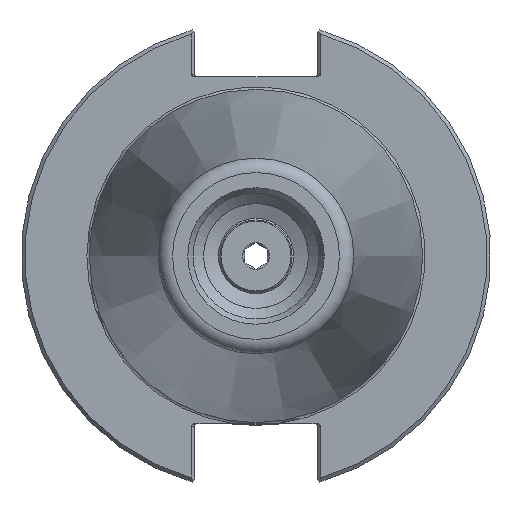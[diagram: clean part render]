
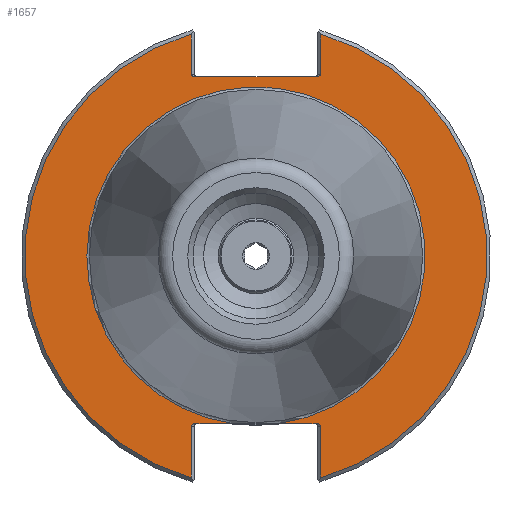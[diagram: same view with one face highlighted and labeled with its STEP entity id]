
A CAD part, left-side view. The second image highlights one B-rep face of the part: STEP entity #1657.
In plain terms, the highlighted planar face has unit normal (-1, 0, 0).
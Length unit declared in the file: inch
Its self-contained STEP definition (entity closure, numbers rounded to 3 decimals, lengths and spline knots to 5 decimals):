
#562=CARTESIAN_POINT('',(0.125,0.50422,1.478));
#563=VERTEX_POINT('',#562);
#570=CARTESIAN_POINT('',(0.125,-0.50422,1.478));
#571=VERTEX_POINT('',#570);
#572=CARTESIAN_POINT('',(0.125,-0.50422,1.478));
#573=DIRECTION('',(0.0,1.0,0.0));
#574=VECTOR('',#573,1.00843);
#575=LINE('',#572,#574);
#576=EDGE_CURVE('',#571,#563,#575,.T.);
#629=CARTESIAN_POINT('',(0.125,-0.5325,1.498));
#630=VERTEX_POINT('',#629);
#631=CARTESIAN_POINT('',(0.125,-0.50422,1.498));
#632=DIRECTION('',(-1.0,0.0,0.0));
#633=DIRECTION('',(0.0,-1.0,0.0));
#634=AXIS2_PLACEMENT_3D('',#631,#632,#633);
#635=ELLIPSE('',#634,0.02828,0.02);
#636=EDGE_CURVE('',#571,#630,#635,.T.);
#762=CARTESIAN_POINT('',(0.125,-0.5325,1.83167));
#763=VERTEX_POINT('',#762);
#764=CARTESIAN_POINT('',(0.125,-0.5325,1.498));
#765=DIRECTION('',(0.0,0.0,1.0));
#766=VECTOR('',#765,0.33367);
#767=LINE('',#764,#766);
#768=EDGE_CURVE('',#630,#763,#767,.T.);
#793=CARTESIAN_POINT('',(0.125,-0.5325,-1.403));
#794=VERTEX_POINT('',#793);
#795=CARTESIAN_POINT('',(0.125,-0.50422,-1.383));
#796=VERTEX_POINT('',#795);
#797=CARTESIAN_POINT('',(0.125,-0.50422,-1.403));
#798=DIRECTION('',(-1.0,0.0,0.0));
#799=DIRECTION('',(0.0,-1.0,0.0));
#800=AXIS2_PLACEMENT_3D('',#797,#798,#799);
#801=ELLIPSE('',#800,0.02828,0.02);
#802=EDGE_CURVE('',#794,#796,#801,.T.);
#884=CARTESIAN_POINT('',(0.125,-0.5325,-1.83167));
#885=VERTEX_POINT('',#884);
#892=CARTESIAN_POINT('',(0.125,-0.5325,-1.83167));
#893=DIRECTION('',(0.0,0.0,1.0));
#894=VECTOR('',#893,0.42867);
#895=LINE('',#892,#894);
#896=EDGE_CURVE('',#885,#794,#895,.T.);
#1049=CARTESIAN_POINT('',(0.125,0.50422,-1.383));
#1050=VERTEX_POINT('',#1049);
#1057=CARTESIAN_POINT('',(0.125,0.5325,-1.403));
#1058=VERTEX_POINT('',#1057);
#1059=CARTESIAN_POINT('',(0.125,0.50422,-1.403));
#1060=DIRECTION('',(-1.0,0.0,0.0));
#1061=DIRECTION('',(0.0,1.0,0.0));
#1062=AXIS2_PLACEMENT_3D('',#1059,#1060,#1061);
#1063=ELLIPSE('',#1062,0.02828,0.02);
#1064=EDGE_CURVE('',#1050,#1058,#1063,.T.);
#1190=CARTESIAN_POINT('',(0.125,0.5325,-1.83167));
#1191=VERTEX_POINT('',#1190);
#1192=CARTESIAN_POINT('',(0.125,0.5325,-1.403));
#1193=DIRECTION('',(0.0,0.0,-1.0));
#1194=VECTOR('',#1193,0.42867);
#1195=LINE('',#1192,#1194);
#1196=EDGE_CURVE('',#1058,#1191,#1195,.T.);
#1223=CARTESIAN_POINT('',(0.125,0.5325,1.498));
#1224=VERTEX_POINT('',#1223);
#1231=CARTESIAN_POINT('',(0.125,0.50422,1.498));
#1232=DIRECTION('',(-1.0,0.0,0.0));
#1233=DIRECTION('',(0.0,1.0,0.0));
#1234=AXIS2_PLACEMENT_3D('',#1231,#1232,#1233);
#1235=ELLIPSE('',#1234,0.02828,0.02);
#1236=EDGE_CURVE('',#1224,#563,#1235,.T.);
#1296=CARTESIAN_POINT('',(0.125,0.5325,1.83167));
#1297=VERTEX_POINT('',#1296);
#1304=CARTESIAN_POINT('',(0.125,0.5325,1.83167));
#1305=DIRECTION('',(0.0,0.0,-1.0));
#1306=VECTOR('',#1305,0.33367);
#1307=LINE('',#1304,#1306);
#1308=EDGE_CURVE('',#1297,#1224,#1307,.T.);
#1585=CARTESIAN_POINT('',(0.125,0.0,0.0));
#1586=DIRECTION('',(1.0,0.0,0.0));
#1587=DIRECTION('',(0.0,1.0,0.0));
#1588=AXIS2_PLACEMENT_3D('',#1585,#1586,#1587);
#1589=CIRCLE('',#1588,1.9075);
#1590=EDGE_CURVE('',#1191,#1297,#1589,.T.);
#1610=CARTESIAN_POINT('',(0.125,1.65625,0.0));
#1611=DIRECTION('',(-1.0,0.0,0.0));
#1612=DIRECTION('',(0.0,0.0,1.0));
#1613=AXIS2_PLACEMENT_3D('',#1610,#1611,#1612);
#1614=PLANE('',#1613);
#1615=CARTESIAN_POINT('',(0.125,0.18258,-1.383));
#1616=VERTEX_POINT('',#1615);
#1617=CARTESIAN_POINT('',(0.125,0.50422,-1.383));
#1618=DIRECTION('',(0.0,-1.0,0.0));
#1619=VECTOR('',#1618,0.32163);
#1620=LINE('',#1617,#1619);
#1621=EDGE_CURVE('',#1050,#1616,#1620,.T.);
#1622=ORIENTED_EDGE('',*,*,#1621,.T.);
#1623=CARTESIAN_POINT('',(0.125,-0.18258,-1.383));
#1624=VERTEX_POINT('',#1623);
#1625=CARTESIAN_POINT('',(0.125,0.0,0.0));
#1626=DIRECTION('',(-1.0,0.0,0.0));
#1627=DIRECTION('',(0.0,-1.0,0.0));
#1628=AXIS2_PLACEMENT_3D('',#1625,#1626,#1627);
#1629=CIRCLE('',#1628,1.395);
#1630=EDGE_CURVE('',#1624,#1616,#1629,.T.);
#1631=ORIENTED_EDGE('',*,*,#1630,.F.);
#1632=CARTESIAN_POINT('',(0.125,-0.18258,-1.383));
#1633=DIRECTION('',(0.0,-1.0,0.0));
#1634=VECTOR('',#1633,0.32163);
#1635=LINE('',#1632,#1634);
#1636=EDGE_CURVE('',#1624,#796,#1635,.T.);
#1637=ORIENTED_EDGE('',*,*,#1636,.T.);
#1638=ORIENTED_EDGE('',*,*,#802,.F.);
#1639=ORIENTED_EDGE('',*,*,#896,.F.);
#1640=CARTESIAN_POINT('',(0.125,0.0,0.0));
#1641=DIRECTION('',(1.0,0.0,0.0));
#1642=DIRECTION('',(0.0,-1.0,0.0));
#1643=AXIS2_PLACEMENT_3D('',#1640,#1641,#1642);
#1644=CIRCLE('',#1643,1.9075);
#1645=EDGE_CURVE('',#763,#885,#1644,.T.);
#1646=ORIENTED_EDGE('',*,*,#1645,.F.);
#1647=ORIENTED_EDGE('',*,*,#768,.F.);
#1648=ORIENTED_EDGE('',*,*,#636,.F.);
#1649=ORIENTED_EDGE('',*,*,#576,.T.);
#1650=ORIENTED_EDGE('',*,*,#1236,.F.);
#1651=ORIENTED_EDGE('',*,*,#1308,.F.);
#1652=ORIENTED_EDGE('',*,*,#1590,.F.);
#1653=ORIENTED_EDGE('',*,*,#1196,.F.);
#1654=ORIENTED_EDGE('',*,*,#1064,.F.);
#1655=EDGE_LOOP('',(#1622,#1631,#1637,#1638,#1639,#1646,#1647,#1648,#1649,#1650,#1651,#1652,#1653,#1654));
#1656=FACE_OUTER_BOUND('',#1655,.T.);
#1657=ADVANCED_FACE('',(#1656),#1614,.T.);
